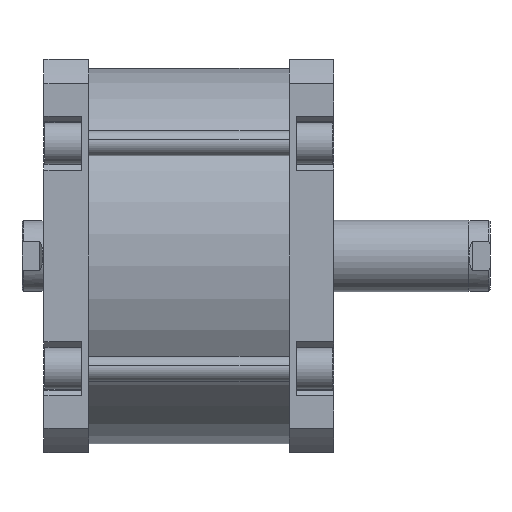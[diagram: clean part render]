
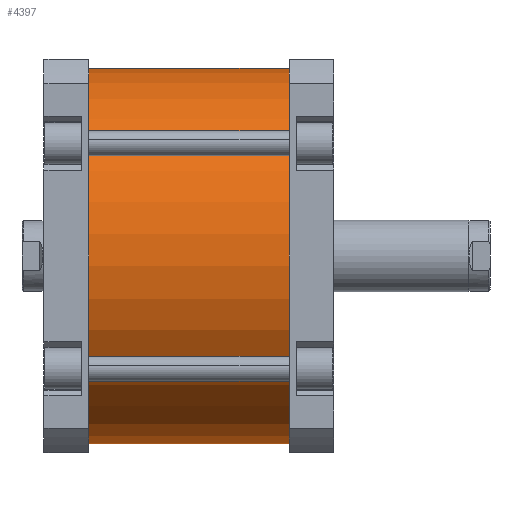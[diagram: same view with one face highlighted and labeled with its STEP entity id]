
A CAD part, front view. The second image highlights one B-rep face of the part: STEP entity #4397.
In plain terms, the highlighted cylindrical face has radius 105 mm (diameter 210 mm), a partial arc.
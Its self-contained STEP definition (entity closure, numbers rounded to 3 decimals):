
#1073 = CARTESIAN_POINT ( 'NONE',  ( 105., 0., 112. ) ) ;
#1106 = CARTESIAN_POINT ( 'NONE',  ( -105., 0., 112. ) ) ;
#1386 = CARTESIAN_POINT ( 'NONE',  ( -105., 0., 0. ) ) ;
#1388 = CARTESIAN_POINT ( 'NONE',  ( 105., 0., 0. ) ) ;
#1734 = AXIS2_PLACEMENT_3D ( 'NONE', #3639, #3638, #3637 ) ;
#1776 = AXIS2_PLACEMENT_3D ( 'NONE', #3775, #3780, #3781 ) ;
#1800 = AXIS2_PLACEMENT_3D ( 'NONE', #3947, #3948, #3949 ) ;
#2202 = ORIENTED_EDGE ( 'NONE', *, *, #4499, .T. ) ;
#2203 = ORIENTED_EDGE ( 'NONE', *, *, #4516, .T. ) ;
#2204 = ORIENTED_EDGE ( 'NONE', *, *, #4434, .F. ) ;
#2205 = ORIENTED_EDGE ( 'NONE', *, *, #4453, .F. ) ;
#2660 = FACE_OUTER_BOUND ( 'NONE', #5436, .T. ) ;
#2661 = CYLINDRICAL_SURFACE ( 'NONE', #1734, 105. ) ;
#2757 = CIRCLE ( 'NONE', #1776, 105. ) ;
#2774 = LINE ( 'NONE', #3829, #2776 ) ;
#2776 = VECTOR ( 'NONE', #3830, 1000. ) ;
#2850 = CIRCLE ( 'NONE', #1800, 105. ) ;
#2856 = LINE ( 'NONE', #3999, #2861 ) ;
#2861 = VECTOR ( 'NONE', #4000, 1000. ) ;
#3637 = DIRECTION ( 'NONE',  ( -1., 0., 0. ) ) ;
#3638 = DIRECTION ( 'NONE',  ( 0., 0., -1. ) ) ;
#3639 = CARTESIAN_POINT ( 'NONE',  ( 0., 0., 112. ) ) ;
#3775 = CARTESIAN_POINT ( 'NONE',  ( 0., 0., 112. ) ) ;
#3780 = DIRECTION ( 'NONE',  ( 0., 0., 1. ) ) ;
#3781 = DIRECTION ( 'NONE',  ( 1., 0., 0. ) ) ;
#3829 = CARTESIAN_POINT ( 'NONE',  ( 105., 0., 112. ) ) ;
#3830 = DIRECTION ( 'NONE',  ( 0., 0., -1. ) ) ;
#3947 = CARTESIAN_POINT ( 'NONE',  ( 0., 0., 0. ) ) ;
#3948 = DIRECTION ( 'NONE',  ( 0., 0., 1. ) ) ;
#3949 = DIRECTION ( 'NONE',  ( 1., 0., 0. ) ) ;
#3999 = CARTESIAN_POINT ( 'NONE',  ( -105., 0., 112. ) ) ;
#4000 = DIRECTION ( 'NONE',  ( 0., 0., -1. ) ) ;
#4397 = ADVANCED_FACE ( 'NONE', ( #2660 ), #2661, .T. ) ;
#4434 = EDGE_CURVE ( 'NONE', #5755, #5757, #2757, .T. ) ;
#4453 = EDGE_CURVE ( 'NONE', #5757, #6041, #2774, .T. ) ;
#4499 = EDGE_CURVE ( 'NONE', #6039, #6041, #2850, .T. ) ;
#4516 = EDGE_CURVE ( 'NONE', #5755, #6039, #2856, .T. ) ;
#5436 = EDGE_LOOP ( 'NONE', ( #2205, #2204, #2203, #2202 ) ) ;
#5755 = VERTEX_POINT ( 'NONE', #1106 ) ;
#5757 = VERTEX_POINT ( 'NONE', #1073 ) ;
#6039 = VERTEX_POINT ( 'NONE', #1386 ) ;
#6041 = VERTEX_POINT ( 'NONE', #1388 ) ;
